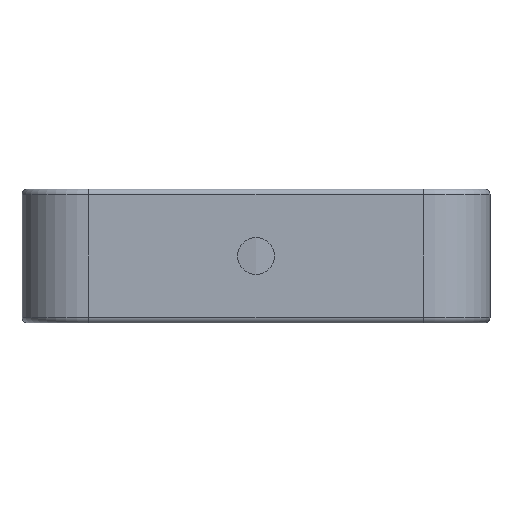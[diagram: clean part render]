
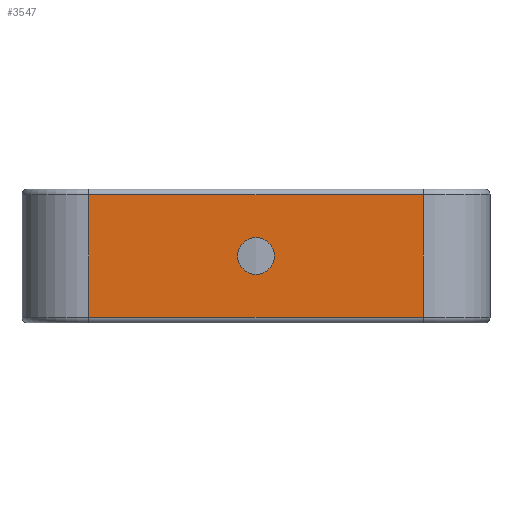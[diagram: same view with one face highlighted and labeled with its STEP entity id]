
A CAD part, front view. The second image highlights one B-rep face of the part: STEP entity #3547.
In plain terms, the highlighted planar face has unit normal (0, -1, 0).
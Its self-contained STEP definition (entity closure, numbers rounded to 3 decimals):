
#69 = DIRECTION ( 'NONE',  ( 0., 0., -1. ) ) ;
#98 = DIRECTION ( 'NONE',  ( 0., -1., 0. ) ) ;
#324 = LINE ( 'NONE', #1160, #616 ) ;
#361 = LINE ( 'NONE', #1442, #637 ) ;
#392 = EDGE_CURVE ( 'NONE', #673, #2156, #1198, .T. ) ;
#420 = EDGE_CURVE ( 'NONE', #3243, #2681, #995, .T. ) ;
#451 = AXIS2_PLACEMENT_3D ( 'NONE', #2913, #453, #1532 ) ;
#453 = DIRECTION ( 'NONE',  ( 0., 1., 0. ) ) ;
#551 = CIRCLE ( 'NONE', #788, 1.65 ) ;
#616 = VECTOR ( 'NONE', #2512, 1000. ) ;
#637 = VECTOR ( 'NONE', #69, 1000. ) ;
#673 = VERTEX_POINT ( 'NONE', #3290 ) ;
#721 = PLANE ( 'NONE',  #451 ) ;
#733 = VERTEX_POINT ( 'NONE', #1993 ) ;
#788 = AXIS2_PLACEMENT_3D ( 'NONE', #2019, #2287, #3143 ) ;
#827 = ORIENTED_EDGE ( 'NONE', *, *, #3229, .F. ) ;
#866 = CARTESIAN_POINT ( 'NONE',  ( -15., -21., 5.5 ) ) ;
#918 = CARTESIAN_POINT ( 'NONE',  ( -15., -21., 5.5 ) ) ;
#995 = LINE ( 'NONE', #918, #3230 ) ;
#1025 = CARTESIAN_POINT ( 'NONE',  ( -21., -21., -5.5 ) ) ;
#1160 = CARTESIAN_POINT ( 'NONE',  ( 15., -21., 6. ) ) ;
#1166 = EDGE_LOOP ( 'NONE', ( #1884, #2962, #1489, #1685 ) ) ;
#1194 = DIRECTION ( 'NONE',  ( -1., 0., 0. ) ) ;
#1198 = CIRCLE ( 'NONE', #3573, 1.65 ) ;
#1215 = CARTESIAN_POINT ( 'NONE',  ( 15., -21., -5.5 ) ) ;
#1274 = LINE ( 'NONE', #1025, #1923 ) ;
#1442 = CARTESIAN_POINT ( 'NONE',  ( -15., -21., 6. ) ) ;
#1489 = ORIENTED_EDGE ( 'NONE', *, *, #2475, .T. ) ;
#1532 = DIRECTION ( 'NONE',  ( -1., 0., 0. ) ) ;
#1685 = ORIENTED_EDGE ( 'NONE', *, *, #2986, .T. ) ;
#1884 = ORIENTED_EDGE ( 'NONE', *, *, #3409, .T. ) ;
#1923 = VECTOR ( 'NONE', #2115, 1000. ) ;
#1993 = CARTESIAN_POINT ( 'NONE',  ( -15., -21., -5.5 ) ) ;
#2019 = CARTESIAN_POINT ( 'NONE',  ( 0., -21., 0. ) ) ;
#2088 = FACE_BOUND ( 'NONE', #3152, .T. ) ;
#2099 = CARTESIAN_POINT ( 'NONE',  ( 0., -21., 1.65 ) ) ;
#2115 = DIRECTION ( 'NONE',  ( 1., 0., 0. ) ) ;
#2156 = VERTEX_POINT ( 'NONE', #2099 ) ;
#2287 = DIRECTION ( 'NONE',  ( 0., -1., 0. ) ) ;
#2475 = EDGE_CURVE ( 'NONE', #2681, #733, #361, .T. ) ;
#2512 = DIRECTION ( 'NONE',  ( 0., 0., 1. ) ) ;
#2573 = CARTESIAN_POINT ( 'NONE',  ( 15., -21., 5.5 ) ) ;
#2681 = VERTEX_POINT ( 'NONE', #866 ) ;
#2913 = CARTESIAN_POINT ( 'NONE',  ( -21., -21., 6. ) ) ;
#2915 = DIRECTION ( 'NONE',  ( 0., 0., -1. ) ) ;
#2962 = ORIENTED_EDGE ( 'NONE', *, *, #420, .T. ) ;
#2986 = EDGE_CURVE ( 'NONE', #733, #3506, #1274, .T. ) ;
#3143 = DIRECTION ( 'NONE',  ( 0., 0., -1. ) ) ;
#3152 = EDGE_LOOP ( 'NONE', ( #3198, #827 ) ) ;
#3193 = FACE_OUTER_BOUND ( 'NONE', #1166, .T. ) ;
#3198 = ORIENTED_EDGE ( 'NONE', *, *, #392, .F. ) ;
#3229 = EDGE_CURVE ( 'NONE', #2156, #673, #551, .T. ) ;
#3230 = VECTOR ( 'NONE', #1194, 1000. ) ;
#3243 = VERTEX_POINT ( 'NONE', #2573 ) ;
#3290 = CARTESIAN_POINT ( 'NONE',  ( 0., -21., -1.65 ) ) ;
#3409 = EDGE_CURVE ( 'NONE', #3506, #3243, #324, .T. ) ;
#3473 = CARTESIAN_POINT ( 'NONE',  ( 0., -21., 0. ) ) ;
#3506 = VERTEX_POINT ( 'NONE', #1215 ) ;
#3547 = ADVANCED_FACE ( 'NONE', ( #2088, #3193 ), #721, .F. ) ;
#3573 = AXIS2_PLACEMENT_3D ( 'NONE', #3473, #98, #2915 ) ;
